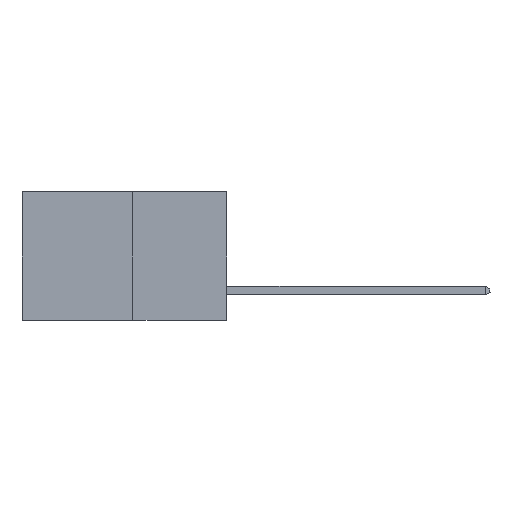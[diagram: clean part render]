
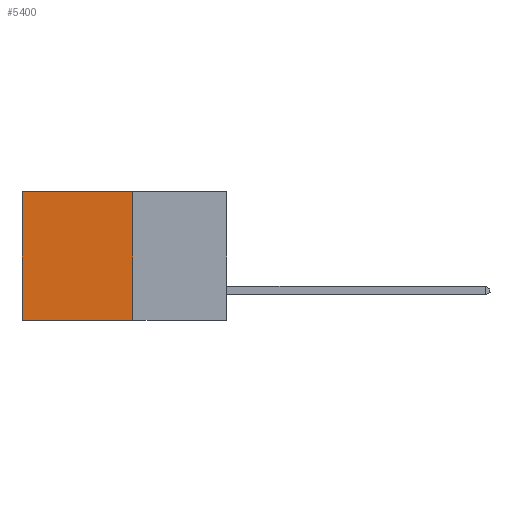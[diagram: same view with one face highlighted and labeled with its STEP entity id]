
A CAD part, left-side view. The second image highlights one B-rep face of the part: STEP entity #5400.
In plain terms, the highlighted planar face has unit normal (-1, 0, 0).
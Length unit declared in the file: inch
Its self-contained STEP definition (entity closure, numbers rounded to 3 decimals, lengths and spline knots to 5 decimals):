
#697 = LINE ( 'NONE', #20947, #11568 ) ;
#1149 = EDGE_CURVE ( 'NONE', #3684, #24572, #15473, .T. ) ;
#1286 = CARTESIAN_POINT ( 'NONE',  ( 0.277, 0.27, -0.37 ) ) ;
#2073 = ORIENTED_EDGE ( 'NONE', *, *, #1149, .F. ) ;
#3262 = VECTOR ( 'NONE', #18434, 39.37008 ) ;
#3349 = LINE ( 'NONE', #16585, #19372 ) ;
#3684 = VERTEX_POINT ( 'NONE', #5722 ) ;
#4637 = DIRECTION ( 'NONE',  ( 0., 1., 0. ) ) ;
#5400 = ADVANCED_FACE ( 'NONE', ( #14831 ), #23050, .F. ) ;
#5722 = CARTESIAN_POINT ( 'NONE',  ( 0.277, 0.27, 0. ) ) ;
#6157 = EDGE_CURVE ( 'NONE', #24572, #28175, #697, .T. ) ;
#7384 = EDGE_CURVE ( 'NONE', #3684, #12098, #19559, .T. ) ;
#7514 = VECTOR ( 'NONE', #4637, 39.37008 ) ;
#10430 = ORIENTED_EDGE ( 'NONE', *, *, #7384, .T. ) ;
#11568 = VECTOR ( 'NONE', #20910, 39.37008 ) ;
#12098 = VERTEX_POINT ( 'NONE', #23962 ) ;
#13078 = AXIS2_PLACEMENT_3D ( 'NONE', #22967, #23008, #19979 ) ;
#13872 = CARTESIAN_POINT ( 'NONE',  ( 0.277, 0.27, 0. ) ) ;
#14122 = EDGE_LOOP ( 'NONE', ( #23015, #18550, #2073, #10430 ) ) ;
#14831 = FACE_OUTER_BOUND ( 'NONE', #14122, .T. ) ;
#15473 = LINE ( 'NONE', #28253, #3262 ) ;
#16093 = CARTESIAN_POINT ( 'NONE',  ( 0.277, 0.59, -0.37 ) ) ;
#16585 = CARTESIAN_POINT ( 'NONE',  ( 0.277, 0.59, -0.37 ) ) ;
#18256 = EDGE_CURVE ( 'NONE', #12098, #28175, #3349, .T. ) ;
#18434 = DIRECTION ( 'NONE',  ( 0., 0., -1. ) ) ;
#18550 = ORIENTED_EDGE ( 'NONE', *, *, #6157, .F. ) ;
#18790 = DIRECTION ( 'NONE',  ( 0., 0., -1. ) ) ;
#19372 = VECTOR ( 'NONE', #18790, 39.37008 ) ;
#19559 = LINE ( 'NONE', #13872, #7514 ) ;
#19979 = DIRECTION ( 'NONE',  ( 0., 0., -1. ) ) ;
#20910 = DIRECTION ( 'NONE',  ( 0., 1., 0. ) ) ;
#20947 = CARTESIAN_POINT ( 'NONE',  ( 0.277, 0.27, -0.37 ) ) ;
#22967 = CARTESIAN_POINT ( 'NONE',  ( 0.277, 0.27, -0.37 ) ) ;
#23008 = DIRECTION ( 'NONE',  ( 1., 0., 0. ) ) ;
#23015 = ORIENTED_EDGE ( 'NONE', *, *, #18256, .T. ) ;
#23050 = PLANE ( 'NONE',  #13078 ) ;
#23962 = CARTESIAN_POINT ( 'NONE',  ( 0.277, 0.59, 0. ) ) ;
#24572 = VERTEX_POINT ( 'NONE', #1286 ) ;
#28175 = VERTEX_POINT ( 'NONE', #16093 ) ;
#28253 = CARTESIAN_POINT ( 'NONE',  ( 0.277, 0.27, -0.37 ) ) ;
